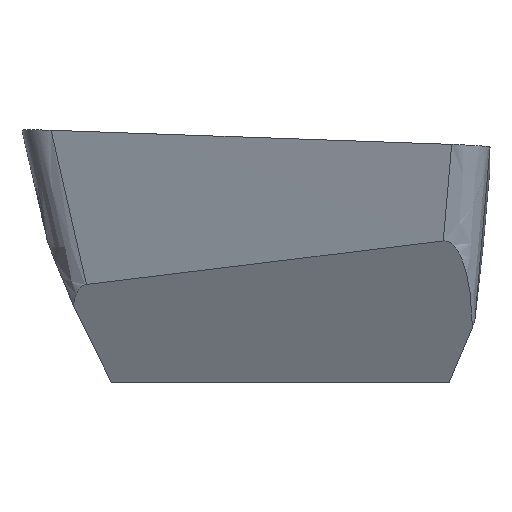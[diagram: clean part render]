
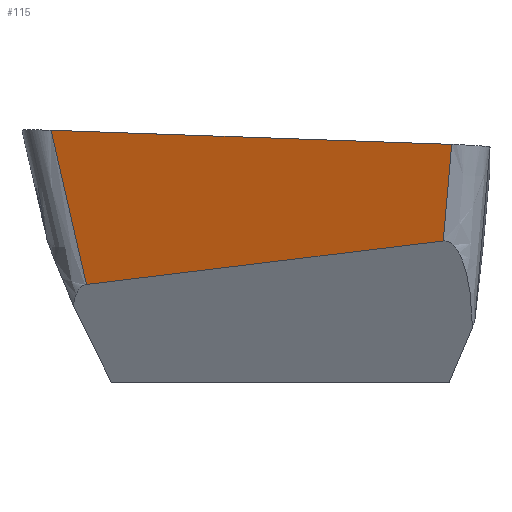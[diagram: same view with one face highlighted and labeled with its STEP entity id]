
A CAD part, left-side view. The second image highlights one B-rep face of the part: STEP entity #115.
In plain terms, the highlighted planar face has unit normal (-0.972, 0.14, -0.191).
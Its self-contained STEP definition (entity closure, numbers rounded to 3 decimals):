
#84=FACE_OUTER_BOUND('',#157,.T.);
#115=ADVANCED_FACE('',(#84),#126,.F.);
#126=PLANE('',#669);
#157=EDGE_LOOP('',(#295,#296,#297,#298,#299));
#295=ORIENTED_EDGE('',*,*,#431,.F.);
#296=ORIENTED_EDGE('',*,*,#372,.F.);
#297=ORIENTED_EDGE('',*,*,#426,.F.);
#298=ORIENTED_EDGE('',*,*,#430,.F.);
#299=ORIENTED_EDGE('',*,*,#432,.F.);
#324=VERTEX_POINT('',#934);
#325=VERTEX_POINT('',#936);
#356=VERTEX_POINT('',#1633);
#357=VERTEX_POINT('',#1752);
#358=VERTEX_POINT('',#1817);
#372=EDGE_CURVE('',#324,#325,#442,.T.);
#426=EDGE_CURVE('',#356,#324,#523,.T.);
#430=EDGE_CURVE('',#357,#356,#525,.T.);
#431=EDGE_CURVE('',#325,#358,#462,.T.);
#432=EDGE_CURVE('',#358,#357,#526,.T.);
#442=LINE('',#935,#471);
#462=LINE('',#1816,#491);
#471=VECTOR('',#697,1.);
#491=VECTOR('',#785,1.);
#523=B_SPLINE_CURVE_WITH_KNOTS('',3,(#1629,#1630,#1631,#1632),
 .UNSPECIFIED.,.F.,.F.,(4,4),(0.,1.),.UNSPECIFIED.);
#525=B_SPLINE_CURVE_WITH_KNOTS('',3,(#1753,#1754,#1755,#1756,#1757,#1758,
#1759),.UNSPECIFIED.,.F.,.F.,(4,3,4),(0.,0.5,1.),
 .UNSPECIFIED.);
#526=B_SPLINE_CURVE_WITH_KNOTS('',3,(#1818,#1819,#1820,#1821,#1822,#1823,
#1824,#1825,#1826,#1827),.UNSPECIFIED.,.F.,.F.,(4,3,3,4),(0.,0.265,
0.529,1.),.UNSPECIFIED.);
#669=AXIS2_PLACEMENT_3D('',#1828,#786,#787);
#697=DIRECTION('',(0.164,0.979,-0.12));
#785=DIRECTION('',(-0.157,0.221,0.963));
#786=DIRECTION('',(0.972,-0.14,0.191));
#787=DIRECTION('',(-0.189,0.027,0.982));
#934=CARTESIAN_POINT('',(-3.945,-1.844,-1.326));
#935=CARTESIAN_POINT('',(-3.945,-1.844,-1.326));
#936=CARTESIAN_POINT('',(-3.236,2.384,-1.842));
#1629=CARTESIAN_POINT('',(-4.183,-1.944,-0.182));
#1630=CARTESIAN_POINT('',(-4.104,-1.91,-0.564));
#1631=CARTESIAN_POINT('',(-4.024,-1.877,-0.945));
#1632=CARTESIAN_POINT('',(-3.945,-1.844,-1.326));
#1633=CARTESIAN_POINT('',(-4.183,-1.944,-0.182));
#1752=CARTESIAN_POINT('',(-3.704,1.563,-0.059));
#1753=CARTESIAN_POINT('',(-3.704,1.563,-0.059));
#1754=CARTESIAN_POINT('',(-3.784,0.978,-0.079));
#1755=CARTESIAN_POINT('',(-3.864,0.394,-0.1));
#1756=CARTESIAN_POINT('',(-3.944,-0.19,-0.12));
#1757=CARTESIAN_POINT('',(-4.024,-0.775,-0.141));
#1758=CARTESIAN_POINT('',(-4.104,-1.359,-0.162));
#1759=CARTESIAN_POINT('',(-4.183,-1.944,-0.182));
#1816=CARTESIAN_POINT('',(-3.236,2.384,-1.842));
#1817=CARTESIAN_POINT('',(-3.534,2.803,-0.015));
#1818=CARTESIAN_POINT('',(-3.534,2.803,-0.015));
#1819=CARTESIAN_POINT('',(-3.549,2.694,-0.019));
#1820=CARTESIAN_POINT('',(-3.564,2.584,-0.023));
#1821=CARTESIAN_POINT('',(-3.579,2.475,-0.027));
#1822=CARTESIAN_POINT('',(-3.594,2.365,-0.03));
#1823=CARTESIAN_POINT('',(-3.609,2.256,-0.034));
#1824=CARTESIAN_POINT('',(-3.624,2.147,-0.038));
#1825=CARTESIAN_POINT('',(-3.651,1.952,-0.045));
#1826=CARTESIAN_POINT('',(-3.677,1.757,-0.052));
#1827=CARTESIAN_POINT('',(-3.704,1.563,-0.059));
#1828=CARTESIAN_POINT('',(-3.395,3.791,0.));
